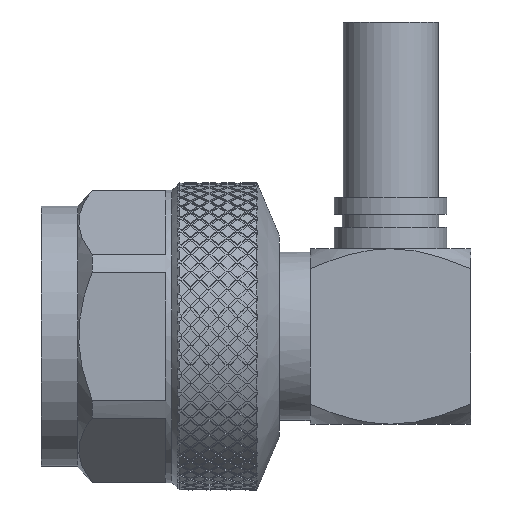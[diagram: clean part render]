
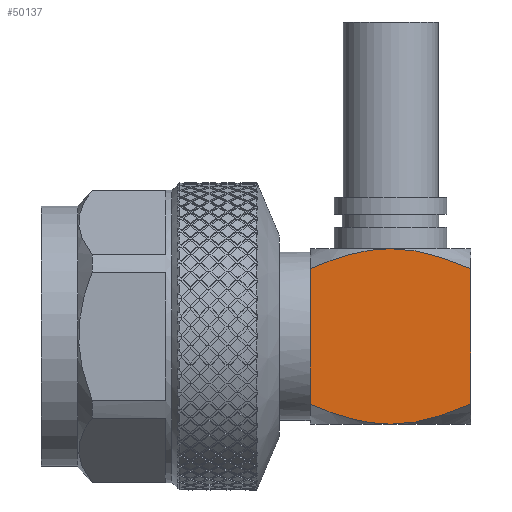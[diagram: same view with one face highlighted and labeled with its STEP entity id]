
A CAD part, front view. The second image highlights one B-rep face of the part: STEP entity #50137.
In plain terms, the highlighted planar face has unit normal (0, -1, 0).
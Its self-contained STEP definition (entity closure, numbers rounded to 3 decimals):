
#1=DIRECTION('',(0.,0.,-1.));
#2=VECTOR('',#1,3.354);
#3=CARTESIAN_POINT('',(3.7,-5.5,-3.823));
#4=LINE('',#3,#2);
#5=DIRECTION('',(0.,0.,1.));
#6=VECTOR('',#5,2.956);
#7=CARTESIAN_POINT('',(3.7,-5.5,-3.823));
#8=LINE('',#7,#6);
#9=CARTESIAN_POINT('',(3.7,-5.5,-0.867));
#10=CARTESIAN_POINT('',(4.083,-5.5,-0.704));
#11=CARTESIAN_POINT('',(4.813,-5.5,-0.412));
#12=CARTESIAN_POINT('',(5.794,-5.5,-0.072));
#13=CARTESIAN_POINT('',(6.686,-5.5,0.182));
#14=CARTESIAN_POINT('',(7.533,-5.5,0.363));
#15=CARTESIAN_POINT('',(8.367,-5.5,0.475));
#16=CARTESIAN_POINT('',(8.923,-5.5,0.5));
#17=CARTESIAN_POINT('',(9.2,-5.5,0.5));
#19=CARTESIAN_POINT('',(9.2,-5.5,0.5));
#20=CARTESIAN_POINT('',(9.478,-5.5,0.5));
#21=CARTESIAN_POINT('',(10.035,-5.5,0.474));
#22=CARTESIAN_POINT('',(10.871,-5.5,0.362));
#23=CARTESIAN_POINT('',(11.719,-5.5,0.181));
#24=CARTESIAN_POINT('',(12.611,-5.5,-0.074));
#25=CARTESIAN_POINT('',(13.59,-5.5,-0.413));
#26=CARTESIAN_POINT('',(14.318,-5.5,-0.705));
#27=CARTESIAN_POINT('',(14.7,-5.5,-0.867));
#29=DIRECTION('',(0.,0.,-1.));
#30=VECTOR('',#29,9.266);
#31=CARTESIAN_POINT('',(14.7,-5.5,-0.867));
#32=LINE('',#31,#30);
#33=CARTESIAN_POINT('',(9.2,-5.5,-11.5));
#34=CARTESIAN_POINT('',(9.478,-5.5,-11.5));
#35=CARTESIAN_POINT('',(10.035,-5.5,-11.474));
#36=CARTESIAN_POINT('',(10.871,-5.5,-11.362));
#37=CARTESIAN_POINT('',(11.719,-5.5,-11.181));
#38=CARTESIAN_POINT('',(12.611,-5.5,-10.926));
#39=CARTESIAN_POINT('',(13.59,-5.5,-10.587));
#40=CARTESIAN_POINT('',(14.318,-5.5,-10.295));
#41=CARTESIAN_POINT('',(14.7,-5.5,-10.133));
#43=CARTESIAN_POINT('',(3.7,-5.5,-10.133));
#44=CARTESIAN_POINT('',(4.083,-5.5,-10.296));
#45=CARTESIAN_POINT('',(4.813,-5.5,-10.588));
#46=CARTESIAN_POINT('',(5.794,-5.5,-10.928));
#47=CARTESIAN_POINT('',(6.686,-5.5,-11.182));
#48=CARTESIAN_POINT('',(7.533,-5.5,-11.363));
#49=CARTESIAN_POINT('',(8.367,-5.5,-11.475));
#50=CARTESIAN_POINT('',(8.923,-5.5,-11.5));
#51=CARTESIAN_POINT('',(9.2,-5.5,-11.5));
#53=DIRECTION('',(0.,0.,1.));
#54=VECTOR('',#53,2.956);
#55=CARTESIAN_POINT('',(3.7,-5.5,-10.133));
#56=LINE('',#55,#54);
#45083=CARTESIAN_POINT('',(3.7,-5.5,-7.177));
#45085=VERTEX_POINT('',#45083);
#45094=VERTEX_POINT('',#43);
#45095=VERTEX_POINT('',#51);
#45096=VERTEX_POINT('',#41);
#45102=CARTESIAN_POINT('',(14.7,-5.5,-0.867));
#45103=VERTEX_POINT('',#45102);
#45106=VERTEX_POINT('',#9);
#45107=VERTEX_POINT('',#17);
#49301=CARTESIAN_POINT('',(3.7,-5.5,-3.823));
#49302=VERTEX_POINT('',#49301);
#50114=CARTESIAN_POINT('',(0.,-5.5,0.));
#50115=DIRECTION('',(0.,1.,0.));
#50116=DIRECTION('',(1.,0.,0.));
#50117=AXIS2_PLACEMENT_3D('',#50114,#50115,#50116);
#50118=PLANE('',#50117);
#50120=ORIENTED_EDGE('',*,*,#50119,.F.);
#50122=ORIENTED_EDGE('',*,*,#50121,.T.);
#50124=ORIENTED_EDGE('',*,*,#50123,.T.);
#50126=ORIENTED_EDGE('',*,*,#50125,.T.);
#50128=ORIENTED_EDGE('',*,*,#50127,.T.);
#50130=ORIENTED_EDGE('',*,*,#50129,.F.);
#50132=ORIENTED_EDGE('',*,*,#50131,.F.);
#50134=ORIENTED_EDGE('',*,*,#50133,.T.);
#50135=EDGE_LOOP('',(#50120,#50122,#50124,#50126,#50128,#50130,#50132,#50134));
#50136=FACE_OUTER_BOUND('',#50135,.F.);
#18=B_SPLINE_CURVE_WITH_KNOTS('',3,(#9,#10,#11,#12,#13,#14,#15,#16,#17),
.UNSPECIFIED.,.F.,.F.,(4,1,1,1,1,1,4),(0.,0.167,0.333,
0.5,0.667,0.833,1.),.UNSPECIFIED.);
#28=B_SPLINE_CURVE_WITH_KNOTS('',3,(#19,#20,#21,#22,#23,#24,#25,#26,#27),
.UNSPECIFIED.,.F.,.F.,(4,1,1,1,1,1,4),(0.,0.167,0.333,
0.5,0.667,0.833,1.),.UNSPECIFIED.);
#42=B_SPLINE_CURVE_WITH_KNOTS('',3,(#33,#34,#35,#36,#37,#38,#39,#40,#41),
.UNSPECIFIED.,.F.,.F.,(4,1,1,1,1,1,4),(0.,0.167,0.333,
0.5,0.667,0.833,1.),.UNSPECIFIED.);
#52=B_SPLINE_CURVE_WITH_KNOTS('',3,(#43,#44,#45,#46,#47,#48,#49,#50,#51),
.UNSPECIFIED.,.F.,.F.,(4,1,1,1,1,1,4),(0.,0.167,0.333,
0.5,0.667,0.833,1.),.UNSPECIFIED.);
#50119=EDGE_CURVE('',#49302,#45085,#4,.T.);
#50121=EDGE_CURVE('',#49302,#45106,#8,.T.);
#50123=EDGE_CURVE('',#45106,#45107,#18,.T.);
#50125=EDGE_CURVE('',#45107,#45103,#28,.T.);
#50127=EDGE_CURVE('',#45103,#45096,#32,.T.);
#50129=EDGE_CURVE('',#45095,#45096,#42,.T.);
#50131=EDGE_CURVE('',#45094,#45095,#52,.T.);
#50133=EDGE_CURVE('',#45094,#45085,#56,.T.);
#50137=ADVANCED_FACE('',(#50136),#50118,.F.);
